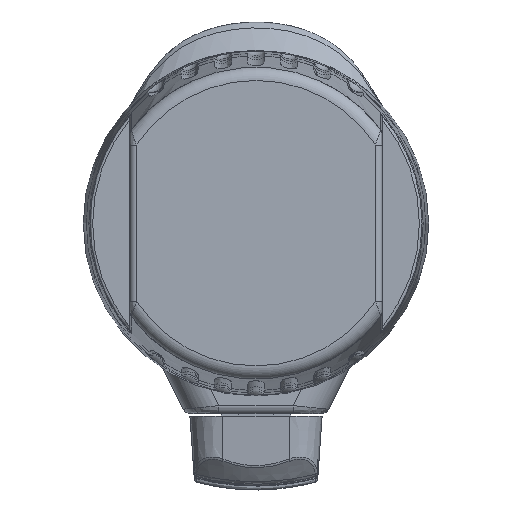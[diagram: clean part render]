
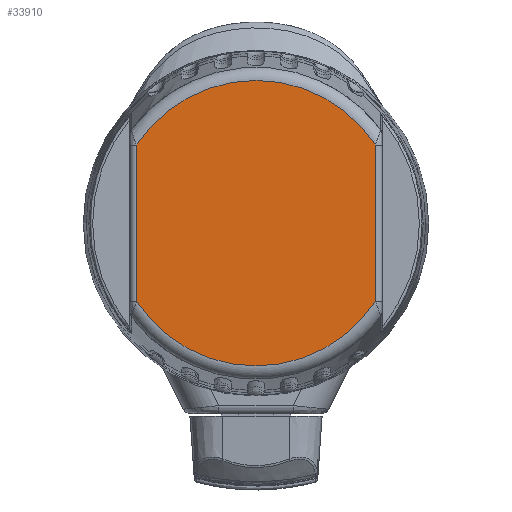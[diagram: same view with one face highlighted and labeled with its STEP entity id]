
A CAD part, front view. The second image highlights one B-rep face of the part: STEP entity #33910.
In plain terms, the highlighted planar face has unit normal (0, -1, 0).
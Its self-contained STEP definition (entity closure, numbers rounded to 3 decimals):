
#11710=DIRECTION('',(0.,0.,1.));
#11711=VECTOR('',#11710,11.78);
#11712=CARTESIAN_POINT('',(9.,-11.504,
-5.89));
#11713=LINE('',#11712,#11711);
#11714=CARTESIAN_POINT('',(0.,-11.504,0.));
#11715=DIRECTION('',(0.,1.,0.));
#11716=DIRECTION('',(0.837,0.,-0.548));
#11717=AXIS2_PLACEMENT_3D('',#11714,#11715,#11716);
#11719=DIRECTION('',(0.,0.,-1.));
#11720=VECTOR('',#11719,11.78);
#11721=CARTESIAN_POINT('',(-9.,-11.504,
5.89));
#11722=LINE('',#11721,#11720);
#11723=CARTESIAN_POINT('',(0.,-11.504,0.));
#11724=DIRECTION('',(0.,1.,0.));
#11725=DIRECTION('',(-0.837,0.,0.548));
#11726=AXIS2_PLACEMENT_3D('',#11723,#11724,#11725);
#17598=CARTESIAN_POINT('',(9.,-11.504,
-5.89));
#17599=CARTESIAN_POINT('',(9.,-11.504,
5.89));
#17600=VERTEX_POINT('',#17598);
#17601=VERTEX_POINT('',#17599);
#17606=CARTESIAN_POINT('',(-9.,-11.504,
5.89));
#17607=CARTESIAN_POINT('',(-9.,-11.504,
-5.89));
#17608=VERTEX_POINT('',#17606);
#17609=VERTEX_POINT('',#17607);
#33898=CARTESIAN_POINT('',(0.,-11.504,0.));
#33899=DIRECTION('',(0.,1.,0.));
#33900=DIRECTION('',(1.,0.,0.));
#33901=AXIS2_PLACEMENT_3D('',#33898,#33899,#33900);
#33902=PLANE('',#33901);
#33903=ORIENTED_EDGE('',*,*,#33735,.F.);
#33904=ORIENTED_EDGE('',*,*,#33667,.T.);
#33906=ORIENTED_EDGE('',*,*,#33905,.F.);
#33907=ORIENTED_EDGE('',*,*,#33890,.T.);
#33908=EDGE_LOOP('',(#33903,#33904,#33906,#33907));
#33909=FACE_OUTER_BOUND('',#33908,.F.);
#33910=ADVANCED_FACE('',(#33909),#33902,.F.);
#11718=CIRCLE('',#11717,10.756);
#11727=CIRCLE('',#11726,10.756);
#33667=EDGE_CURVE('',#17600,#17609,#11718,.T.);
#33735=EDGE_CURVE('',#17600,#17601,#11713,.T.);
#33890=EDGE_CURVE('',#17608,#17601,#11727,.T.);
#33905=EDGE_CURVE('',#17608,#17609,#11722,.T.);
